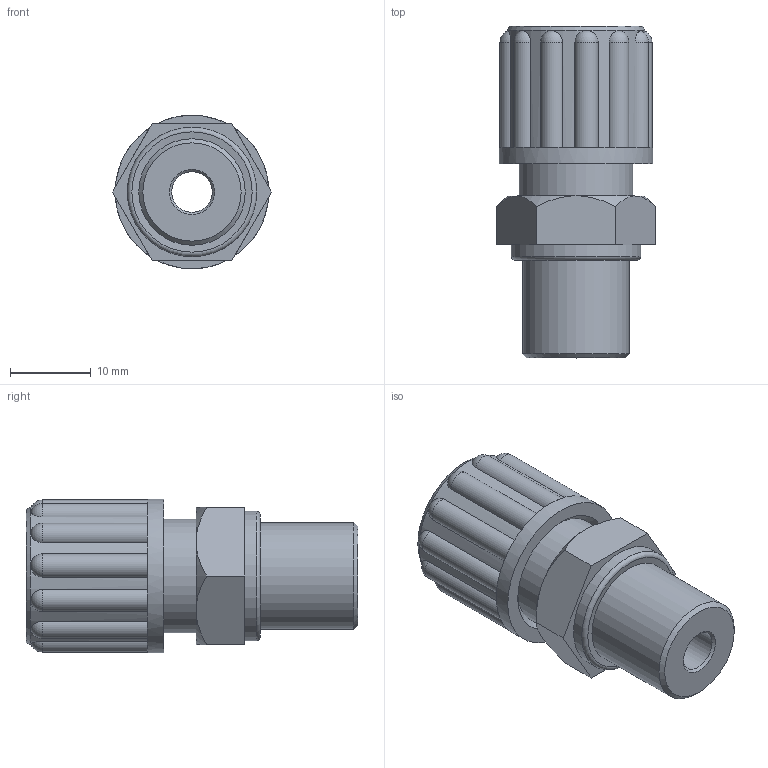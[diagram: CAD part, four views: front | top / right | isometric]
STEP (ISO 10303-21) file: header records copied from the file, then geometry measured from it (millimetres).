
FILE_DESCRIPTION((''),'2;1');
FILE_NAME('1A100MG4314xx.stp','2009-03-11T08:37:50',('aruf'),(''),'Autodesk Inventor 2008','Autodesk Inventor 2008','');
FILE_SCHEMA(('AUTOMOTIVE_DESIGN { 1 0 10303 214 1 1 1 1 }'));
Length unit declared in the file: millimetre
Products named in the file (4): 1A100MG4314xx; t21050; t05518; t05459
Assembly tree (3 placements, depth 2):
  1A100MG4314xx
    t21050
    t05518
    t05459
Bounding box: 19.63 x 41 x 19 mm (x, y, z)
Volume: 6869 mm3; surface area: 5486.5 mm2
Topology: 3 solids, 3 shells, 86 faces, 202 edges, 127 vertices
Faces by surface type: plane 29, cylinder 21, cone 16, sphere 12, bspline 5, torus 3
Full cylindrical faces by diameter (mm): 6.4 x1, 8.6 x1, 12 x1, 13.15 x1, 14 x2, 16 x1, 17 x1, 19 x1
Entity records: 2944 total; most frequent: CARTESIAN_POINT 987, DIRECTION 424, ORIENTED_EDGE 338, AXIS2_PLACEMENT_3D 191, EDGE_CURVE 169, EDGE_LOOP 124, VERTEX_POINT 121, CIRCLE 103
